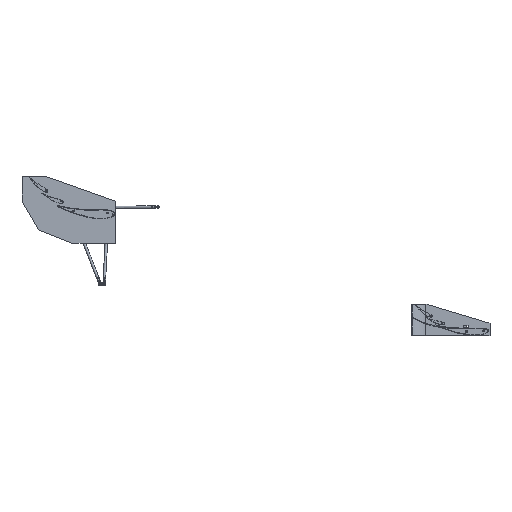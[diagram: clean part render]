
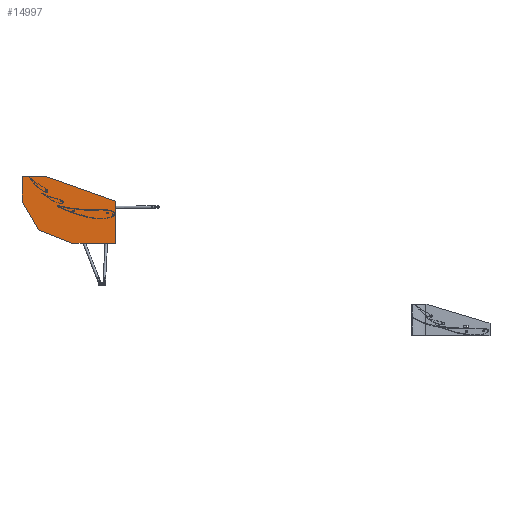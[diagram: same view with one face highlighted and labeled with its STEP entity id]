
A CAD part, front view. The second image highlights one B-rep face of the part: STEP entity #14997.
In plain terms, the highlighted planar face has unit normal (0, -1, 0).
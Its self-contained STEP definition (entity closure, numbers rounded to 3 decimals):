
#1378=FACE_BOUND('',#3245,.T.);
#1379=FACE_BOUND('',#3246,.T.);
#1380=FACE_BOUND('',#3247,.T.);
#1617=PLANE('',#17981);
#2311=FACE_OUTER_BOUND('',#3244,.T.);
#3244=EDGE_LOOP('',(#12913,#12914,#12915,#12916,#12917,#12918,#12919));
#3245=EDGE_LOOP('',(#12920));
#3246=EDGE_LOOP('',(#12921));
#3247=EDGE_LOOP('',(#12922));
#4229=LINE('',#27592,#5113);
#4237=LINE('',#27614,#5121);
#4240=LINE('',#27620,#5124);
#4243=LINE('',#27625,#5127);
#4244=LINE('',#27628,#5128);
#4246=LINE('',#27631,#5130);
#4250=LINE('',#27645,#5134);
#5113=VECTOR('',#22296,10.);
#5121=VECTOR('',#22314,10.);
#5124=VECTOR('',#22319,10.);
#5127=VECTOR('',#22324,10.);
#5128=VECTOR('',#22327,10.);
#5130=VECTOR('',#22331,10.);
#5134=VECTOR('',#22349,10.);
#6110=CIRCLE('',#17976,2.5);
#6111=CIRCLE('',#17978,2.5);
#6112=CIRCLE('',#17980,2.5);
#7391=VERTEX_POINT('',#27589);
#7392=VERTEX_POINT('',#27591);
#7401=VERTEX_POINT('',#27613);
#7402=VERTEX_POINT('',#27617);
#7403=VERTEX_POINT('',#27619);
#7404=VERTEX_POINT('',#27623);
#7405=VERTEX_POINT('',#27627);
#7406=VERTEX_POINT('',#27633);
#7407=VERTEX_POINT('',#27637);
#7408=VERTEX_POINT('',#27641);
#9281=EDGE_CURVE('',#7391,#7392,#4229,.T.);
#9292=EDGE_CURVE('',#7401,#7392,#4237,.T.);
#9295=EDGE_CURVE('',#7403,#7402,#4240,.T.);
#9298=EDGE_CURVE('',#7391,#7404,#4243,.T.);
#9299=EDGE_CURVE('',#7405,#7401,#4244,.T.);
#9301=EDGE_CURVE('',#7404,#7403,#4246,.T.);
#9302=EDGE_CURVE('',#7406,#7406,#6110,.T.);
#9304=EDGE_CURVE('',#7407,#7407,#6111,.T.);
#9306=EDGE_CURVE('',#7408,#7408,#6112,.T.);
#9308=EDGE_CURVE('',#7402,#7405,#4250,.T.);
#12913=ORIENTED_EDGE('',*,*,#9281,.F.);
#12914=ORIENTED_EDGE('',*,*,#9298,.T.);
#12915=ORIENTED_EDGE('',*,*,#9301,.T.);
#12916=ORIENTED_EDGE('',*,*,#9295,.T.);
#12917=ORIENTED_EDGE('',*,*,#9308,.T.);
#12918=ORIENTED_EDGE('',*,*,#9299,.T.);
#12919=ORIENTED_EDGE('',*,*,#9292,.T.);
#12920=ORIENTED_EDGE('',*,*,#9302,.T.);
#12921=ORIENTED_EDGE('',*,*,#9304,.T.);
#12922=ORIENTED_EDGE('',*,*,#9306,.T.);
#14997=ADVANCED_FACE('',(#2311,#1378,#1379,#1380),#1617,.T.);
#17976=AXIS2_PLACEMENT_3D('',#27634,#22334,#22335);
#17978=AXIS2_PLACEMENT_3D('',#27638,#22339,#22340);
#17980=AXIS2_PLACEMENT_3D('',#27642,#22344,#22345);
#17981=AXIS2_PLACEMENT_3D('',#27644,#22347,#22348);
#22296=DIRECTION('',(-0.931,0.,0.366));
#22314=DIRECTION('',(0.5,0.,-0.866));
#22319=DIRECTION('',(-0.942,0.,0.335));
#22324=DIRECTION('',(1.,0.,0.));
#22327=DIRECTION('',(0.,0.,-1.));
#22331=DIRECTION('',(0.,0.,1.));
#22334=DIRECTION('center_axis',(0.,1.,0.));
#22335=DIRECTION('ref_axis',(-1.,0.,0.));
#22339=DIRECTION('center_axis',(0.,1.,0.));
#22340=DIRECTION('ref_axis',(-1.,0.,0.));
#22344=DIRECTION('center_axis',(0.,1.,0.));
#22345=DIRECTION('ref_axis',(-1.,0.,0.));
#22347=DIRECTION('center_axis',(0.,-1.,0.));
#22348=DIRECTION('ref_axis',(0.,0.,-1.));
#22349=DIRECTION('',(-1.,0.,0.));
#27589=CARTESIAN_POINT('',(25.885,-2.5,-150.));
#27591=CARTESIAN_POINT('',(-194.115,-2.5,-63.397));
#27592=CARTESIAN_POINT('',(-65.884,-2.5,-113.876));
#27613=CARTESIAN_POINT('',(-300.,-2.5,120.));
#27614=CARTESIAN_POINT('',(-236.519,-2.5,10.048));
#27617=CARTESIAN_POINT('',(-150.,-2.5,280.));
#27619=CARTESIAN_POINT('',(300.,-2.5,120.));
#27620=CARTESIAN_POINT('',(185.774,-2.5,160.614));
#27623=CARTESIAN_POINT('',(300.,-2.5,-150.));
#27625=CARTESIAN_POINT('',(-72.058,-2.5,-150.));
#27627=CARTESIAN_POINT('',(-300.,-2.5,280.));
#27628=CARTESIAN_POINT('',(-300.,-2.5,280.));
#27631=CARTESIAN_POINT('',(300.,-2.5,-280.));
#27633=CARTESIAN_POINT('',(-137.5,-2.5,185.));
#27634=CARTESIAN_POINT('Origin',(-140.,-2.5,185.));
#27637=CARTESIAN_POINT('',(-37.5,-2.5,115.));
#27638=CARTESIAN_POINT('Origin',(-40.,-2.5,115.));
#27641=CARTESIAN_POINT('',(282.5,-2.5,40.));
#27642=CARTESIAN_POINT('Origin',(280.,-2.5,40.));
#27644=CARTESIAN_POINT('Origin',(0.,-2.5,0.));
#27645=CARTESIAN_POINT('',(300.,-2.5,280.));
